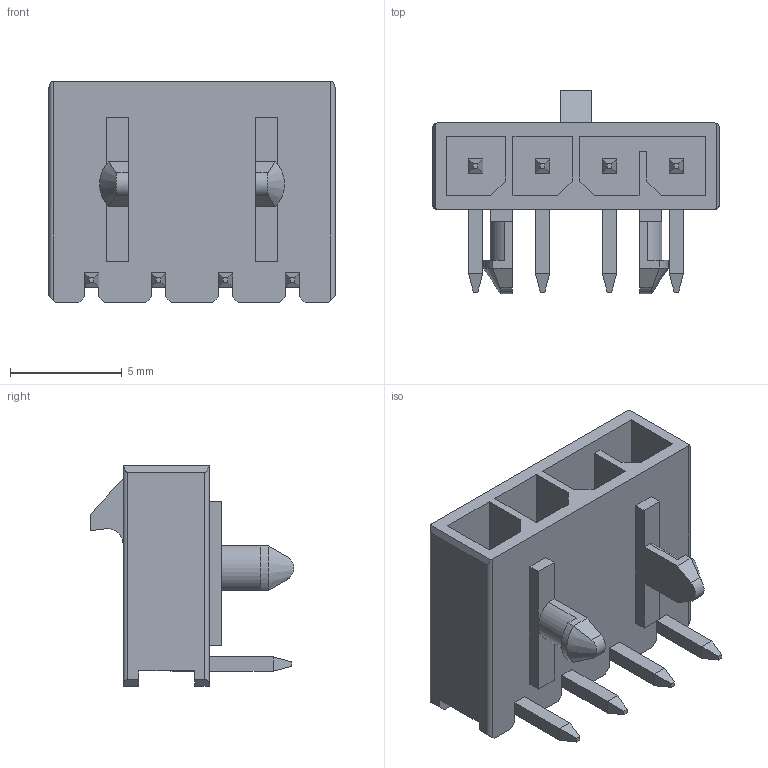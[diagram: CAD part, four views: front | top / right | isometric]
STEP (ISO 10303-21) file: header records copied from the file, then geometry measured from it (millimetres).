
FILE_DESCRIPTION (( 'STEP AP214' ), '1' );
FILE_NAME ('2157601004.STEP', '2024-04-01T04:19:53', ( 'LENOVO' ), ( '' ), 'SwSTEP 2.0', 'SolidWorks 2021', '' );
FILE_SCHEMA (( 'AUTOMOTIVE_DESIGN' ));
Length unit declared in the file: millimetre
Products named in the file (1): 2157601004
Bounding box: 12.85 x 9.12 x 9.9 mm (x, y, z)
Volume: 314.2 mm3; surface area: 882.8 mm2
Topology: 9 solids, 9 shells, 208 faces, 514 edges, 330 vertices
Faces by surface type: plane 190, cylinder 16, cone 2
Entity records: 6126 total; most frequent: CARTESIAN_POINT 1107, ORIENTED_EDGE 1028, DIRECTION 946, EDGE_CURVE 514, VECTOR 472, LINE 472, VERTEX_POINT 330, AXIS2_PLACEMENT_3D 237
